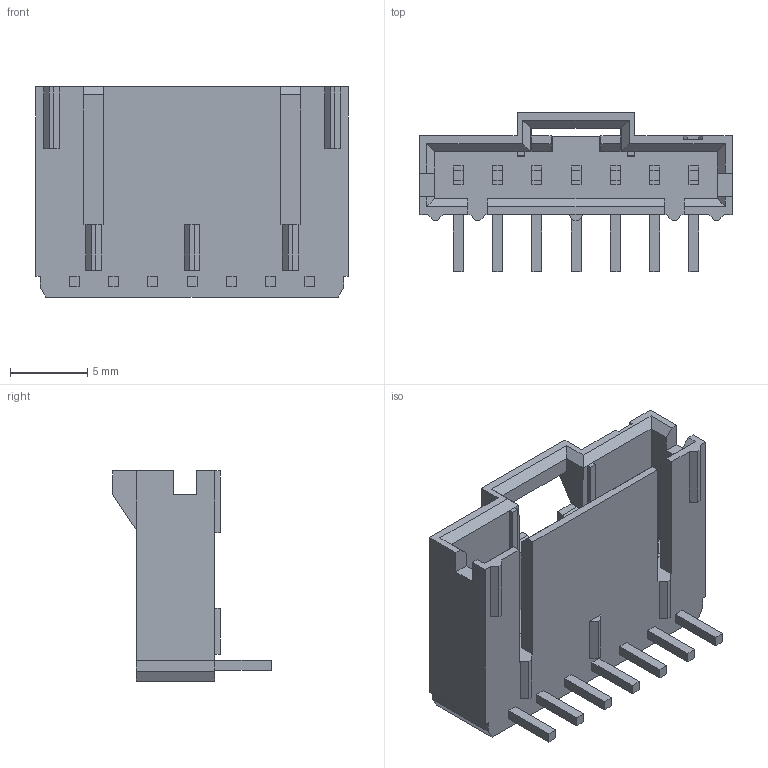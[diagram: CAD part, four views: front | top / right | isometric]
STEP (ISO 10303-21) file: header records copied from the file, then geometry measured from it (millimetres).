
FILE_DESCRIPTION((''),'2;1');
FILE_NAME('C-5-103634-6','2017-05-23T',('workeradm'),('Tyco Electronics Ltd.'),'CREO PARAMETRIC BY PTC INC, 2016050','CREO PARAMETRIC BY PTC INC, 2016050','');
FILE_SCHEMA(('AUTOMOTIVE_DESIGN { 1 0 10303 214 1 1 1 1 }'));
Length unit declared in the file: millimetre
Products named in the file (1): C-5-103634-6
Bounding box: 20.19 x 10.28 x 13.59 mm (x, y, z)
Volume: 873.1 mm3; surface area: 1420.2 mm2
Topology: 1 solids, 1 shells, 195 faces, 528 edges, 348 vertices
Faces by surface type: plane 193, cylinder 2
Entity records: 6170 total; most frequent: CARTESIAN_POINT 1073, ORIENTED_EDGE 1056, DIRECTION 922, EDGE_CURVE 528, VECTOR 524, LINE 524, VERTEX_POINT 348, EDGE_LOOP 210
